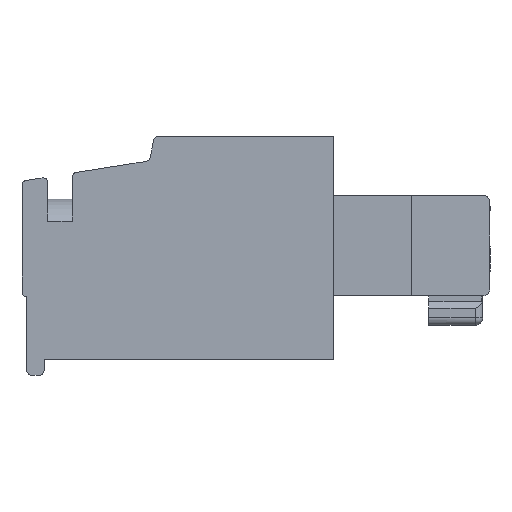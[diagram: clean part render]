
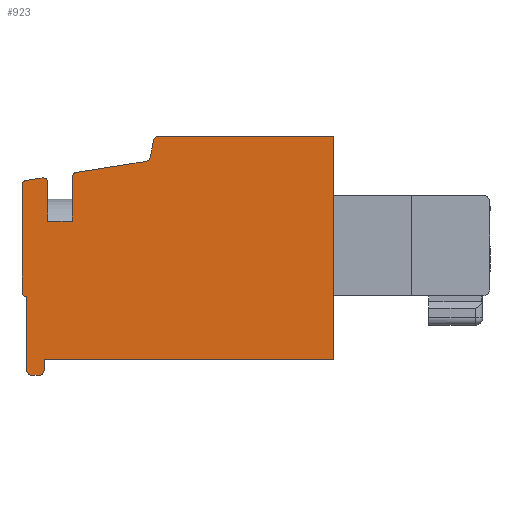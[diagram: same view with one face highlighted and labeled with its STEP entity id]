
A CAD part, left-side view. The second image highlights one B-rep face of the part: STEP entity #923.
In plain terms, the highlighted planar face has unit normal (-1, 0, 0).
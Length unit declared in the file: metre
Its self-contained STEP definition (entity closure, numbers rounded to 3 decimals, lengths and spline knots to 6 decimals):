
#923=ADVANCED_FACE('',(#2081),#2082,.F.);
#2081=FACE_OUTER_BOUND('',#3501,.T.);
#2082=PLANE('',#3502);
#3501=EDGE_LOOP('',(#6156,#6157,#6158,#6159,#6160,#6161,#6162,#6163,#6164,#6165,#6166,#6167,#6168,#6169,#6170,#6171,#6172,#6173,#6174,#6175,#6176));
#3502=AXIS2_PLACEMENT_3D('',#6177,#6178,#6179);
#6156=ORIENTED_EDGE('',*,*,#9170,.T.);
#6157=ORIENTED_EDGE('',*,*,#9171,.T.);
#6158=ORIENTED_EDGE('',*,*,#9010,.T.);
#6159=ORIENTED_EDGE('',*,*,#9070,.T.);
#6160=ORIENTED_EDGE('',*,*,#8804,.T.);
#6161=ORIENTED_EDGE('',*,*,#8972,.T.);
#6162=ORIENTED_EDGE('',*,*,#9172,.T.);
#6163=ORIENTED_EDGE('',*,*,#9173,.T.);
#6164=ORIENTED_EDGE('',*,*,#8772,.T.);
#6165=ORIENTED_EDGE('',*,*,#9174,.T.);
#6166=ORIENTED_EDGE('',*,*,#9175,.T.);
#6167=ORIENTED_EDGE('',*,*,#8442,.T.);
#6168=ORIENTED_EDGE('',*,*,#9176,.T.);
#6169=ORIENTED_EDGE('',*,*,#9177,.T.);
#6170=ORIENTED_EDGE('',*,*,#9178,.T.);
#6171=ORIENTED_EDGE('',*,*,#9179,.T.);
#6172=ORIENTED_EDGE('',*,*,#8606,.T.);
#6173=ORIENTED_EDGE('',*,*,#9180,.T.);
#6174=ORIENTED_EDGE('',*,*,#9181,.T.);
#6175=ORIENTED_EDGE('',*,*,#9131,.T.);
#6176=ORIENTED_EDGE('',*,*,#9182,.T.);
#6177=CARTESIAN_POINT('',(-0.021,0.007666,-0.000815));
#6178=DIRECTION('',(1.0,0.,0.));
#6179=DIRECTION('',(0.,0.,-1.0));
#8442=EDGE_CURVE('',#10182,#10183,#10184,.T.);
#8606=EDGE_CURVE('',#10457,#10458,#10459,.T.);
#8772=EDGE_CURVE('',#10726,#10724,#10727,.T.);
#8804=EDGE_CURVE('',#10770,#10771,#10772,.T.);
#8972=EDGE_CURVE('',#10771,#11030,#11031,.T.);
#9010=EDGE_CURVE('',#11083,#11084,#11085,.T.);
#9070=EDGE_CURVE('',#11084,#10770,#11177,.T.);
#9131=EDGE_CURVE('',#11261,#11262,#11263,.T.);
#9170=EDGE_CURVE('',#11310,#11311,#11312,.T.);
#9171=EDGE_CURVE('',#11311,#11083,#11313,.T.);
#9172=EDGE_CURVE('',#11030,#11314,#11315,.T.);
#9173=EDGE_CURVE('',#11314,#10726,#11316,.T.);
#9174=EDGE_CURVE('',#10724,#11317,#11318,.T.);
#9175=EDGE_CURVE('',#11317,#10182,#11319,.T.);
#9176=EDGE_CURVE('',#10183,#11320,#11321,.T.);
#9177=EDGE_CURVE('',#11320,#11322,#11323,.T.);
#9178=EDGE_CURVE('',#11322,#11324,#11325,.T.);
#9179=EDGE_CURVE('',#11324,#10457,#11326,.T.);
#9180=EDGE_CURVE('',#10458,#11327,#11328,.T.);
#9181=EDGE_CURVE('',#11327,#11261,#11329,.T.);
#9182=EDGE_CURVE('',#11262,#11310,#11330,.T.);
#10182=VERTEX_POINT('',#12643);
#10183=VERTEX_POINT('',#12644);
#10184=LINE('',#12645,#12646);
#10457=VERTEX_POINT('',#13039);
#10458=VERTEX_POINT('',#13040);
#10459=CIRCLE('',#13041,0.0002);
#10724=VERTEX_POINT('',#13423);
#10726=VERTEX_POINT('',#13426);
#10727=LINE('',#13427,#13428);
#10770=VERTEX_POINT('',#13490);
#10771=VERTEX_POINT('',#13491);
#10772=CIRCLE('',#13492,0.0002);
#11030=VERTEX_POINT('',#13863);
#11031=LINE('',#13864,#13865);
#11083=VERTEX_POINT('',#13948);
#11084=VERTEX_POINT('',#13949);
#11085=CIRCLE('',#13950,0.0002);
#11177=LINE('',#14079,#14080);
#11261=VERTEX_POINT('',#14200);
#11262=VERTEX_POINT('',#14201);
#11263=LINE('',#14202,#14203);
#11310=VERTEX_POINT('',#14273);
#11311=VERTEX_POINT('',#14274);
#11312=LINE('',#14275,#14276);
#11313=LINE('',#14277,#14278);
#11314=VERTEX_POINT('',#14279);
#11315=CIRCLE('',#14280,0.0002);
#11316=LINE('',#14281,#14282);
#11317=VERTEX_POINT('',#14283);
#11318=LINE('',#14284,#14285);
#11319=CIRCLE('',#14286,0.0002);
#11320=VERTEX_POINT('',#14287);
#11321=CIRCLE('',#14288,0.0002);
#11322=VERTEX_POINT('',#14289);
#11323=LINE('',#14290,#14291);
#11324=VERTEX_POINT('',#14292);
#11325=CIRCLE('',#14293,0.0002);
#11326=LINE('',#14294,#14295);
#11327=VERTEX_POINT('',#14296);
#11328=LINE('',#14297,#14298);
#11329=CIRCLE('',#14299,0.0002);
#11330=LINE('',#14300,#14301);
#12643=CARTESIAN_POINT('',(-0.021,0.011881,-0.001685));
#12644=CARTESIAN_POINT('',(-0.021,0.012531,-0.001788));
#12645=CARTESIAN_POINT('',(-0.021,0.012531,-0.001788));
#12646=VECTOR('',#15482,1.0);
#13039=CARTESIAN_POINT('',(-0.021,0.0125,-0.00955));
#13040=CARTESIAN_POINT('',(-0.021,0.0123,-0.00975));
#13041=AXIS2_PLACEMENT_3D('',#15664,#15665,#15666);
#13423=CARTESIAN_POINT('',(-0.021,0.01165,-0.00345));
#13426=CARTESIAN_POINT('',(-0.021,0.01065,-0.00345));
#13427=CARTESIAN_POINT('',(-0.021,0.01165,-0.00345));
#13428=VECTOR('',#15836,1.0);
#13490=CARTESIAN_POINT('',(-0.021,0.00747,-0.000854));
#13491=CARTESIAN_POINT('',(-0.021,0.007634,-0.001013));
#13492=AXIS2_PLACEMENT_3D('',#15872,#15873,#15874);
#13863=CARTESIAN_POINT('',(-0.021,0.010481,-0.001463));
#13864=CARTESIAN_POINT('',(-0.021,0.010481,-0.001463));
#13865=VECTOR('',#16051,1.0);
#13948=CARTESIAN_POINT('',(-0.021,0.007136,0.0));
#13949=CARTESIAN_POINT('',(-0.021,0.007332,-0.000161));
#13950=AXIS2_PLACEMENT_3D('',#16085,#16086,#16087);
#14079=CARTESIAN_POINT('',(-0.021,0.00747,-0.000854));
#14080=VECTOR('',#16159,1.0);
#14200=CARTESIAN_POINT('',(-0.021,0.0118,-0.00955));
#14201=CARTESIAN_POINT('',(-0.021,0.0118,-0.0091));
#14202=CARTESIAN_POINT('',(-0.021,0.0118,-0.0091));
#14203=VECTOR('',#16211,1.0);
#14273=CARTESIAN_POINT('',(-0.021,0.,-0.0091));
#14274=CARTESIAN_POINT('',(-0.021,0.,0.));
#14275=CARTESIAN_POINT('',(-0.021,0.,-0.001227));
#14276=VECTOR('',#16241,1.0);
#14277=CARTESIAN_POINT('',(-0.021,0.007136,0.0));
#14278=VECTOR('',#16242,1.0);
#14279=CARTESIAN_POINT('',(-0.021,0.01065,-0.001661));
#14280=AXIS2_PLACEMENT_3D('',#16243,#16244,#16245);
#14281=CARTESIAN_POINT('',(-0.021,0.01065,-0.00345));
#14282=VECTOR('',#16246,1.0);
#14283=CARTESIAN_POINT('',(-0.021,0.01165,-0.001882));
#14284=CARTESIAN_POINT('',(-0.021,0.01165,-0.001882));
#14285=VECTOR('',#16247,1.0);
#14286=AXIS2_PLACEMENT_3D('',#16248,#16249,#16250);
#14287=CARTESIAN_POINT('',(-0.021,0.0127,-0.001985));
#14288=AXIS2_PLACEMENT_3D('',#16251,#16252,#16253);
#14289=CARTESIAN_POINT('',(-0.021,0.0127,-0.00635));
#14290=CARTESIAN_POINT('',(-0.021,0.0127,-0.00635));
#14291=VECTOR('',#16254,1.0);
#14292=CARTESIAN_POINT('',(-0.021,0.0125,-0.00655));
#14293=AXIS2_PLACEMENT_3D('',#16255,#16256,#16257);
#14294=CARTESIAN_POINT('',(-0.021,0.0125,-0.00955));
#14295=VECTOR('',#16258,1.0);
#14296=CARTESIAN_POINT('',(-0.021,0.012,-0.00975));
#14297=CARTESIAN_POINT('',(-0.021,0.012,-0.00975));
#14298=VECTOR('',#16259,1.0);
#14299=AXIS2_PLACEMENT_3D('',#16260,#16261,#16262);
#14300=CARTESIAN_POINT('',(-0.021,0.,-0.0091));
#14301=VECTOR('',#16263,1.0);
#15482=DIRECTION('',(0.,0.988,-0.156));
#15664=CARTESIAN_POINT('',(-0.021,0.0123,-0.00955));
#15665=DIRECTION('',(-1.0,0.,0.));
#15666=DIRECTION('',(0.,-0.707,0.707));
#15836=DIRECTION('',(0.,1.0,0.));
#15872=CARTESIAN_POINT('',(-0.021,0.007666,-0.000815));
#15873=DIRECTION('',(1.0,0.,0.));
#15874=DIRECTION('',(0.,0.693,0.721));
#16051=DIRECTION('',(0.,0.988,-0.156));
#16085=CARTESIAN_POINT('',(-0.021,0.007136,-0.0002));
#16086=DIRECTION('',(-1.0,0.,0.));
#16087=DIRECTION('',(0.,-0.635,-0.773));
#16159=DIRECTION('',(0.,0.195,-0.981));
#16211=DIRECTION('',(0.,0.,1.0));
#16241=DIRECTION('',(0.,0.,1.0));
#16242=DIRECTION('',(0.,1.0,0.));
#16243=CARTESIAN_POINT('',(-0.021,0.01045,-0.001661));
#16244=DIRECTION('',(-1.0,0.,0.));
#16245=DIRECTION('',(0.,-0.76,-0.649));
#16246=DIRECTION('',(0.,0.,-1.0));
#16247=DIRECTION('',(0.,0.,1.0));
#16248=CARTESIAN_POINT('',(-0.021,0.01185,-0.001882));
#16249=DIRECTION('',(-1.0,0.,0.));
#16250=DIRECTION('',(0.,0.649,-0.76));
#16251=CARTESIAN_POINT('',(-0.021,0.0125,-0.001985));
#16252=DIRECTION('',(-1.0,0.,0.));
#16253=DIRECTION('',(0.,-0.76,-0.649));
#16254=DIRECTION('',(0.,0.,-1.0));
#16255=CARTESIAN_POINT('',(-0.021,0.0125,-0.00635));
#16256=DIRECTION('',(-1.0,0.,0.));
#16257=DIRECTION('',(0.,-0.707,0.707));
#16258=DIRECTION('',(0.,0.,-1.0));
#16259=DIRECTION('',(0.,-1.0,0.));
#16260=CARTESIAN_POINT('',(-0.021,0.012,-0.00955));
#16261=DIRECTION('',(-1.0,0.,0.));
#16262=DIRECTION('',(0.,0.707,0.707));
#16263=DIRECTION('',(0.,-1.0,0.));
